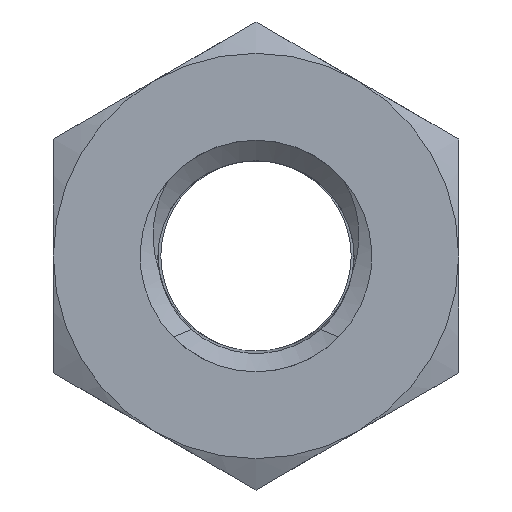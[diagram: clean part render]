
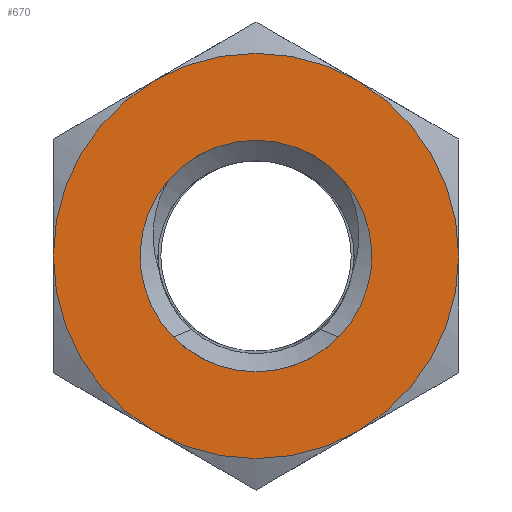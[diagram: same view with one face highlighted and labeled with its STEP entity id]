
A CAD part, front view. The second image highlights one B-rep face of the part: STEP entity #670.
In plain terms, the highlighted planar face has unit normal (0, -1, 0).
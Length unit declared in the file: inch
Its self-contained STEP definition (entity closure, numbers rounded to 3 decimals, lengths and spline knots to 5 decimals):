
#32=PLANE('',#747);
#143=FACE_BOUND('',#236,.T.);
#171=FACE_OUTER_BOUND('',#235,.T.);
#235=EDGE_LOOP('',(#533,#534,#535,#536,#537,#538));
#236=EDGE_LOOP('',(#539,#540,#541,#542));
#281=CIRCLE('',#717,0.21875);
#288=CIRCLE('',#739,0.125);
#289=CIRCLE('',#741,0.125);
#291=CIRCLE('',#745,0.125);
#292=CIRCLE('',#748,0.21875);
#293=CIRCLE('',#749,0.21875);
#294=CIRCLE('',#750,0.21875);
#295=CIRCLE('',#751,0.21875);
#296=CIRCLE('',#752,0.21875);
#297=CIRCLE('',#753,0.125);
#317=VERTEX_POINT('',#1008);
#318=VERTEX_POINT('',#1009);
#341=VERTEX_POINT('',#1264);
#342=VERTEX_POINT('',#1278);
#343=VERTEX_POINT('',#1289);
#345=VERTEX_POINT('',#1305);
#349=VERTEX_POINT('',#1359);
#350=VERTEX_POINT('',#1360);
#351=VERTEX_POINT('',#1362);
#352=VERTEX_POINT('',#1364);
#383=EDGE_CURVE('',#317,#318,#281,.T.);
#409=EDGE_CURVE('',#342,#341,#288,.T.);
#411=EDGE_CURVE('',#343,#345,#289,.T.);
#416=EDGE_CURVE('',#341,#343,#291,.T.);
#419=EDGE_CURVE('',#349,#350,#292,.T.);
#420=EDGE_CURVE('',#350,#351,#293,.T.);
#421=EDGE_CURVE('',#351,#352,#294,.T.);
#422=EDGE_CURVE('',#352,#317,#295,.T.);
#423=EDGE_CURVE('',#318,#349,#296,.T.);
#424=EDGE_CURVE('',#345,#342,#297,.T.);
#533=ORIENTED_EDGE('',*,*,#419,.T.);
#534=ORIENTED_EDGE('',*,*,#420,.T.);
#535=ORIENTED_EDGE('',*,*,#421,.T.);
#536=ORIENTED_EDGE('',*,*,#422,.T.);
#537=ORIENTED_EDGE('',*,*,#383,.T.);
#538=ORIENTED_EDGE('',*,*,#423,.T.);
#539=ORIENTED_EDGE('',*,*,#416,.F.);
#540=ORIENTED_EDGE('',*,*,#409,.F.);
#541=ORIENTED_EDGE('',*,*,#424,.F.);
#542=ORIENTED_EDGE('',*,*,#411,.F.);
#670=ADVANCED_FACE('',(#171,#143),#32,.T.);
#717=AXIS2_PLACEMENT_3D('',#1010,#823,#824);
#739=AXIS2_PLACEMENT_3D('',#1287,#867,#868);
#741=AXIS2_PLACEMENT_3D('',#1306,#871,#872);
#745=AXIS2_PLACEMENT_3D('',#1334,#879,#880);
#747=AXIS2_PLACEMENT_3D('',#1358,#883,#884);
#748=AXIS2_PLACEMENT_3D('',#1361,#885,#886);
#749=AXIS2_PLACEMENT_3D('',#1363,#887,#888);
#750=AXIS2_PLACEMENT_3D('',#1365,#889,#890);
#751=AXIS2_PLACEMENT_3D('',#1366,#891,#892);
#752=AXIS2_PLACEMENT_3D('',#1367,#893,#894);
#753=AXIS2_PLACEMENT_3D('',#1368,#895,#896);
#823=DIRECTION('center_axis',(0.,-1.,0.));
#824=DIRECTION('ref_axis',(0.,0.,-1.));
#867=DIRECTION('center_axis',(0.,-1.,0.));
#868=DIRECTION('ref_axis',(0.,0.,-1.));
#871=DIRECTION('center_axis',(0.,-1.,0.));
#872=DIRECTION('ref_axis',(0.,0.,-1.));
#879=DIRECTION('center_axis',(0.,-1.,0.));
#880=DIRECTION('ref_axis',(0.,0.,-1.));
#883=DIRECTION('center_axis',(0.,-1.,0.));
#884=DIRECTION('ref_axis',(0.,0.,-1.));
#885=DIRECTION('center_axis',(0.,-1.,0.));
#886=DIRECTION('ref_axis',(0.,0.,-1.));
#887=DIRECTION('center_axis',(0.,-1.,0.));
#888=DIRECTION('ref_axis',(0.,0.,-1.));
#889=DIRECTION('center_axis',(0.,-1.,0.));
#890=DIRECTION('ref_axis',(0.,0.,-1.));
#891=DIRECTION('center_axis',(0.,-1.,0.));
#892=DIRECTION('ref_axis',(0.,0.,-1.));
#893=DIRECTION('center_axis',(0.,-1.,0.));
#894=DIRECTION('ref_axis',(0.,0.,-1.));
#895=DIRECTION('center_axis',(0.,-1.,0.));
#896=DIRECTION('ref_axis',(0.,0.,-1.));
#1008=CARTESIAN_POINT('',(0.10938,0.,0.18944));
#1009=CARTESIAN_POINT('',(-0.10938,0.,0.18944));
#1010=CARTESIAN_POINT('Origin',(0.,0.,0.));
#1264=CARTESIAN_POINT('',(0.08952,0.,-0.08724));
#1278=CARTESIAN_POINT('',(-0.08952,0.,-0.08724));
#1287=CARTESIAN_POINT('Origin',(0.,0.,0.));
#1289=CARTESIAN_POINT('',(0.09463,0.,0.08167));
#1305=CARTESIAN_POINT('',(-0.09463,0.,0.08167));
#1306=CARTESIAN_POINT('Origin',(0.,0.,0.));
#1334=CARTESIAN_POINT('Origin',(0.,0.,0.));
#1358=CARTESIAN_POINT('Origin',(0.21875,0.,-0.1263));
#1359=CARTESIAN_POINT('',(-0.21875,0.,0.));
#1360=CARTESIAN_POINT('',(-0.10938,0.,-0.18944));
#1361=CARTESIAN_POINT('Origin',(0.,0.,0.));
#1362=CARTESIAN_POINT('',(0.10938,0.,-0.18944));
#1363=CARTESIAN_POINT('Origin',(0.,0.,0.));
#1364=CARTESIAN_POINT('',(0.21875,0.,0.));
#1365=CARTESIAN_POINT('Origin',(0.,0.,0.));
#1366=CARTESIAN_POINT('Origin',(0.,0.,0.));
#1367=CARTESIAN_POINT('Origin',(0.,0.,0.));
#1368=CARTESIAN_POINT('Origin',(0.,0.,0.));
